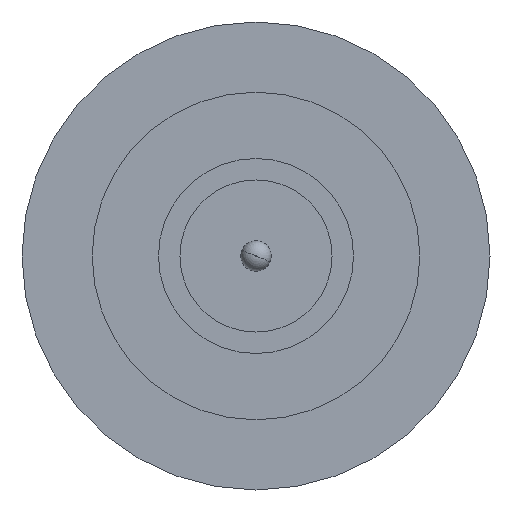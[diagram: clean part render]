
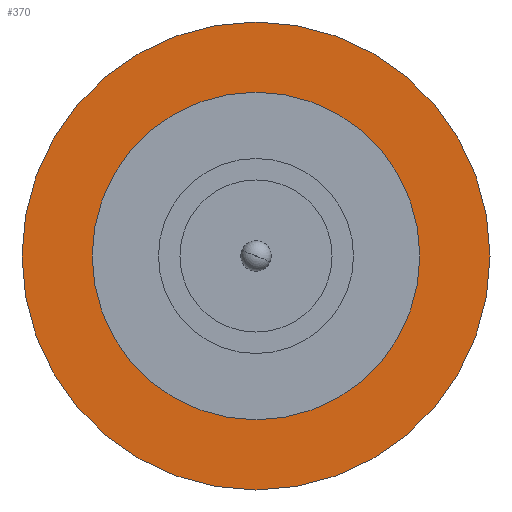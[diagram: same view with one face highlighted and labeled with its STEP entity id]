
A CAD part, left-side view. The second image highlights one B-rep face of the part: STEP entity #370.
In plain terms, the highlighted face is planar.
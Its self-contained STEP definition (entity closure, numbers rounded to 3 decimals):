
#25 = ORIENTED_EDGE ( 'NONE', *, *, #41, .T. ) ;
#39 = FACE_OUTER_BOUND ( 'NONE', #254, .T. ) ;
#41 = EDGE_CURVE ( 'NONE', #412, #522, #719, .T. ) ;
#60 = DIRECTION ( 'NONE',  ( 0., 0., -1. ) ) ;
#61 = AXIS2_PLACEMENT_3D ( 'NONE', #762, #407, #485 ) ;
#78 = CARTESIAN_POINT ( 'NONE',  ( 0., 0., 0. ) ) ;
#115 = CIRCLE ( 'NONE', #751, 2.1 ) ;
#131 = CARTESIAN_POINT ( 'NONE',  ( 0., 2.1, 0. ) ) ;
#142 = ORIENTED_EDGE ( 'NONE', *, *, #804, .T. ) ;
#153 = ORIENTED_EDGE ( 'NONE', *, *, #566, .F. ) ;
#158 = CARTESIAN_POINT ( 'NONE',  ( 2.1, 0., 0. ) ) ;
#180 = CIRCLE ( 'NONE', #61, 3. ) ;
#197 = DIRECTION ( 'NONE',  ( 1., 0., 0. ) ) ;
#202 = DIRECTION ( 'NONE',  ( -1., 0., 0. ) ) ;
#240 = CARTESIAN_POINT ( 'NONE',  ( -2.1, 0., 0. ) ) ;
#241 = AXIS2_PLACEMENT_3D ( 'NONE', #131, #60, #202 ) ;
#254 = EDGE_LOOP ( 'NONE', ( #142, #25 ) ) ;
#276 = CARTESIAN_POINT ( 'NONE',  ( 0., 0., 0. ) ) ;
#299 = DIRECTION ( 'NONE',  ( 0., 0., 1. ) ) ;
#314 = ORIENTED_EDGE ( 'NONE', *, *, #905, .F. ) ;
#338 = PLANE ( 'NONE',  #241 ) ;
#347 = VERTEX_POINT ( 'NONE', #158 ) ;
#352 = DIRECTION ( 'NONE',  ( 0., 0., 1. ) ) ;
#370 = ADVANCED_FACE ( 'NONE', ( #703, #39 ), #338, .F. ) ;
#376 = CARTESIAN_POINT ( 'NONE',  ( 0., 0., 0. ) ) ;
#407 = DIRECTION ( 'NONE',  ( 0., 0., 1. ) ) ;
#412 = VERTEX_POINT ( 'NONE', #688 ) ;
#450 = CIRCLE ( 'NONE', #932, 2.1 ) ;
#485 = DIRECTION ( 'NONE',  ( 1., 0., 0. ) ) ;
#497 = EDGE_LOOP ( 'NONE', ( #314, #153 ) ) ;
#522 = VERTEX_POINT ( 'NONE', #841 ) ;
#561 = DIRECTION ( 'NONE',  ( 0., 0., 1. ) ) ;
#566 = EDGE_CURVE ( 'NONE', #657, #347, #115, .T. ) ;
#578 = DIRECTION ( 'NONE',  ( 1., 0., 0. ) ) ;
#657 = VERTEX_POINT ( 'NONE', #240 ) ;
#663 = DIRECTION ( 'NONE',  ( 1., 0., 0. ) ) ;
#688 = CARTESIAN_POINT ( 'NONE',  ( -3., 0., 0. ) ) ;
#703 = FACE_BOUND ( 'NONE', #497, .T. ) ;
#719 = CIRCLE ( 'NONE', #815, 3. ) ;
#751 = AXIS2_PLACEMENT_3D ( 'NONE', #376, #299, #663 ) ;
#762 = CARTESIAN_POINT ( 'NONE',  ( 0., 0., 0. ) ) ;
#804 = EDGE_CURVE ( 'NONE', #522, #412, #180, .T. ) ;
#815 = AXIS2_PLACEMENT_3D ( 'NONE', #276, #561, #197 ) ;
#841 = CARTESIAN_POINT ( 'NONE',  ( 3., 0., 0. ) ) ;
#905 = EDGE_CURVE ( 'NONE', #347, #657, #450, .T. ) ;
#932 = AXIS2_PLACEMENT_3D ( 'NONE', #78, #352, #578 ) ;
